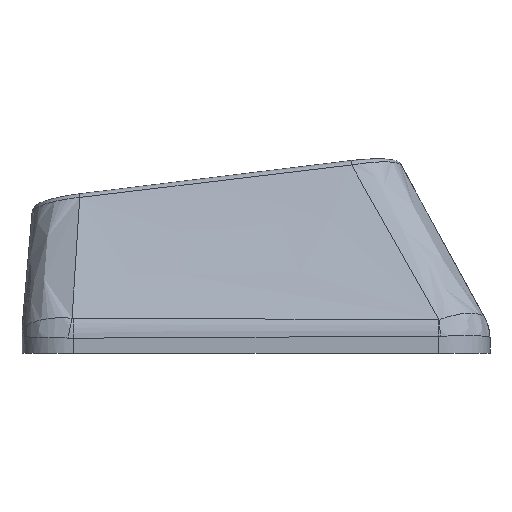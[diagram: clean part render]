
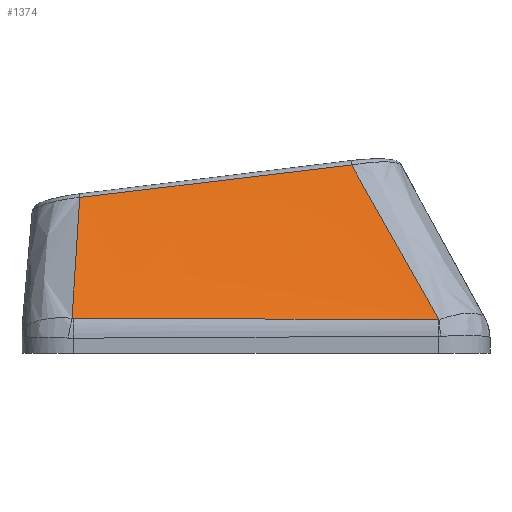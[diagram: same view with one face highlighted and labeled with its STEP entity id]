
A CAD part, left-side view. The second image highlights one B-rep face of the part: STEP entity #1374.
In plain terms, the highlighted free-form (B-spline) face has degree [3, 3] with [4, 4] control points.
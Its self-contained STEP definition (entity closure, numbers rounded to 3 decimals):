
#29=B_SPLINE_SURFACE_WITH_KNOTS('',3,3,((#2884,#2885,#2886,#2887),(#2888,
#2889,#2890,#2891),(#2892,#2893,#2894,#2895),(#2896,#2897,#2898,#2899)),
 .UNSPECIFIED.,.F.,.F.,.F.,(4,4),(4,4),(0.101,0.893),
(0.031,0.954),.UNSPECIFIED.);
#282=FACE_OUTER_BOUND('',#364,.T.);
#364=EDGE_LOOP('',(#1107,#1108,#1109,#1110,#1111,#1112));
#485=B_SPLINE_CURVE_WITH_KNOTS('',3,(#2742,#2743,#2744,#2745),
 .UNSPECIFIED.,.F.,.F.,(4,4),(0.,0.005),.UNSPECIFIED.);
#487=B_SPLINE_CURVE_WITH_KNOTS('',3,(#2769,#2770,#2771,#2772),
 .UNSPECIFIED.,.F.,.F.,(4,4),(0.,1.416),.UNSPECIFIED.);
#489=B_SPLINE_CURVE_WITH_KNOTS('',3,(#2796,#2797,#2798,#2799),
 .UNSPECIFIED.,.F.,.F.,(4,4),(0.,0.002),.UNSPECIFIED.);
#492=B_SPLINE_CURVE_WITH_KNOTS('',3,(#2901,#2902,#2903,#2904),
 .UNSPECIFIED.,.F.,.F.,(4,4),(0.025,0.771),
 .UNSPECIFIED.);
#493=B_SPLINE_CURVE_WITH_KNOTS('',3,(#2906,#2907,#2908,#2909),
 .UNSPECIFIED.,.F.,.F.,(4,4),(-1.062,0.),.UNSPECIFIED.);
#494=B_SPLINE_CURVE_WITH_KNOTS('',3,(#2910,#2911,#2912,#2913),
 .UNSPECIFIED.,.F.,.F.,(4,4),(-0.569,-0.021),
 .UNSPECIFIED.);
#624=VERTEX_POINT('',#2710);
#626=VERTEX_POINT('',#2740);
#628=VERTEX_POINT('',#2767);
#630=VERTEX_POINT('',#2794);
#637=VERTEX_POINT('',#2900);
#638=VERTEX_POINT('',#2905);
#797=EDGE_CURVE('',#626,#624,#485,.T.);
#800=EDGE_CURVE('',#628,#626,#487,.T.);
#803=EDGE_CURVE('',#630,#628,#489,.T.);
#815=EDGE_CURVE('',#637,#630,#492,.T.);
#816=EDGE_CURVE('',#638,#637,#493,.T.);
#817=EDGE_CURVE('',#624,#638,#494,.T.);
#1107=ORIENTED_EDGE('',*,*,#797,.F.);
#1108=ORIENTED_EDGE('',*,*,#800,.F.);
#1109=ORIENTED_EDGE('',*,*,#803,.F.);
#1110=ORIENTED_EDGE('',*,*,#815,.F.);
#1111=ORIENTED_EDGE('',*,*,#816,.F.);
#1112=ORIENTED_EDGE('',*,*,#817,.F.);
#1374=ADVANCED_FACE('',(#282),#29,.T.);
#2710=CARTESIAN_POINT('',(-8.864,7.138,0.361));
#2740=CARTESIAN_POINT('',(-8.867,7.086,0.356));
#2742=CARTESIAN_POINT('Ctrl Pts',(-8.867,7.086,0.356));
#2743=CARTESIAN_POINT('Ctrl Pts',(-8.867,7.103,0.356));
#2744=CARTESIAN_POINT('Ctrl Pts',(-8.866,7.121,0.358));
#2745=CARTESIAN_POINT('Ctrl Pts',(-8.864,7.138,0.361));
#2767=CARTESIAN_POINT('',(-8.936,-7.078,0.304));
#2769=CARTESIAN_POINT('Ctrl Pts',(-8.936,-7.078,0.304));
#2770=CARTESIAN_POINT('Ctrl Pts',(-8.919,-2.357,0.32));
#2771=CARTESIAN_POINT('Ctrl Pts',(-8.897,2.364,0.337));
#2772=CARTESIAN_POINT('Ctrl Pts',(-8.867,7.086,0.356));
#2794=CARTESIAN_POINT('',(-8.936,-7.099,0.305));
#2796=CARTESIAN_POINT('Ctrl Pts',(-8.936,-7.099,0.305));
#2797=CARTESIAN_POINT('Ctrl Pts',(-8.936,-7.092,0.305));
#2798=CARTESIAN_POINT('Ctrl Pts',(-8.936,-7.085,0.304));
#2799=CARTESIAN_POINT('Ctrl Pts',(-8.936,-7.078,0.304));
#2884=CARTESIAN_POINT('Ctrl Pts',(-6.065,-4.087,6.351));
#2885=CARTESIAN_POINT('Ctrl Pts',(-7.022,-5.091,4.336));
#2886=CARTESIAN_POINT('Ctrl Pts',(-7.979,-6.095,2.32));
#2887=CARTESIAN_POINT('Ctrl Pts',(-8.936,-7.099,0.304));
#2888=CARTESIAN_POINT('Ctrl Pts',(-6.065,-0.345,
5.91));
#2889=CARTESIAN_POINT('Ctrl Pts',(-7.022,-1.014,4.034));
#2890=CARTESIAN_POINT('Ctrl Pts',(-7.979,-1.684,2.159));
#2891=CARTESIAN_POINT('Ctrl Pts',(-8.936,-2.353,0.283));
#2892=CARTESIAN_POINT('Ctrl Pts',(-6.065,3.398,5.469));
#2893=CARTESIAN_POINT('Ctrl Pts',(-7.022,3.063,3.733));
#2894=CARTESIAN_POINT('Ctrl Pts',(-7.979,2.728,1.998));
#2895=CARTESIAN_POINT('Ctrl Pts',(-8.936,2.392,0.262));
#2896=CARTESIAN_POINT('Ctrl Pts',(-6.065,7.141,5.027));
#2897=CARTESIAN_POINT('Ctrl Pts',(-7.022,7.14,3.432));
#2898=CARTESIAN_POINT('Ctrl Pts',(-7.979,7.139,1.836));
#2899=CARTESIAN_POINT('Ctrl Pts',(-8.936,7.138,0.241));
#2900=CARTESIAN_POINT('',(-6.065,-3.706,6.306));
#2901=CARTESIAN_POINT('Ctrl Pts',(-6.065,-3.706,6.306));
#2902=CARTESIAN_POINT('Ctrl Pts',(-7.028,-4.842,4.311));
#2903=CARTESIAN_POINT('Ctrl Pts',(-7.984,-5.972,2.309));
#2904=CARTESIAN_POINT('Ctrl Pts',(-8.936,-7.099,0.305));
#2905=CARTESIAN_POINT('',(-6.075,6.84,5.046));
#2906=CARTESIAN_POINT('Ctrl Pts',(-6.075,6.84,5.046));
#2907=CARTESIAN_POINT('Ctrl Pts',(-6.072,3.325,5.464));
#2908=CARTESIAN_POINT('Ctrl Pts',(-6.069,-0.19,
5.884));
#2909=CARTESIAN_POINT('Ctrl Pts',(-6.065,-3.706,6.306));
#2910=CARTESIAN_POINT('Ctrl Pts',(-8.864,7.138,0.361));
#2911=CARTESIAN_POINT('Ctrl Pts',(-7.929,7.032,1.92));
#2912=CARTESIAN_POINT('Ctrl Pts',(-6.998,6.931,3.482));
#2913=CARTESIAN_POINT('Ctrl Pts',(-6.075,6.84,5.046));
